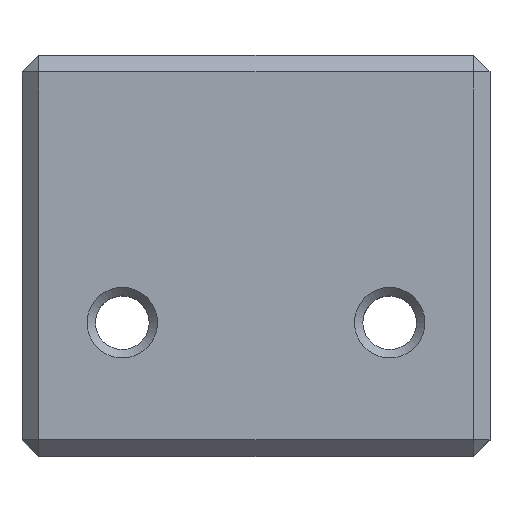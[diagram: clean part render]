
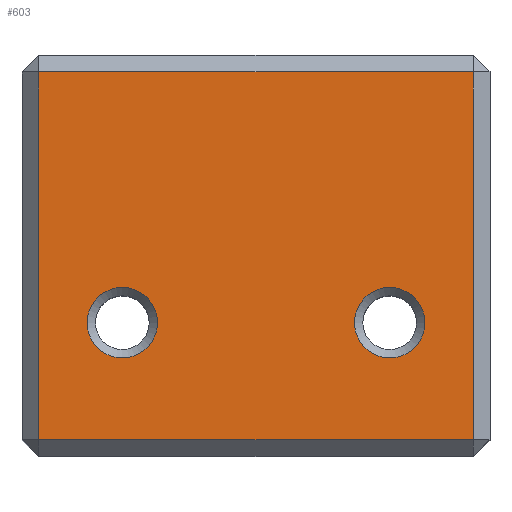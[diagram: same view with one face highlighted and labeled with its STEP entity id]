
A CAD part, top view. The second image highlights one B-rep face of the part: STEP entity #603.
In plain terms, the highlighted planar face has unit normal (0, 0, 1).
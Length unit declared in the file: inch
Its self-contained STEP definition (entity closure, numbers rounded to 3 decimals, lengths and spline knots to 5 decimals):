
#31=LINE('',#1121,#79);
#32=LINE('',#1123,#80);
#33=LINE('',#1125,#81);
#34=LINE('',#1126,#82);
#79=VECTOR('',#768,1.625);
#80=VECTOR('',#769,1.375);
#81=VECTOR('',#770,1.625);
#82=VECTOR('',#771,1.375);
#118=PLANE('',#663);
#168=FACE_BOUND('',#254,.T.);
#169=FACE_BOUND('',#255,.T.);
#190=FACE_OUTER_BOUND('',#253,.T.);
#253=EDGE_LOOP('',(#476,#477,#478,#479));
#254=EDGE_LOOP('',(#480));
#255=EDGE_LOOP('',(#481));
#310=CIRCLE('',#662,0.13175);
#311=CIRCLE('',#664,0.13175);
#346=VERTEX_POINT('',#1116);
#347=VERTEX_POINT('',#1119);
#348=VERTEX_POINT('',#1120);
#349=VERTEX_POINT('',#1122);
#350=VERTEX_POINT('',#1124);
#351=VERTEX_POINT('',#1127);
#394=EDGE_CURVE('',#346,#346,#310,.T.);
#395=EDGE_CURVE('',#347,#348,#31,.T.);
#396=EDGE_CURVE('',#349,#347,#32,.T.);
#397=EDGE_CURVE('',#350,#349,#33,.T.);
#398=EDGE_CURVE('',#348,#350,#34,.T.);
#399=EDGE_CURVE('',#351,#351,#311,.T.);
#476=ORIENTED_EDGE('',*,*,#395,.F.);
#477=ORIENTED_EDGE('',*,*,#396,.F.);
#478=ORIENTED_EDGE('',*,*,#397,.F.);
#479=ORIENTED_EDGE('',*,*,#398,.F.);
#480=ORIENTED_EDGE('',*,*,#399,.F.);
#481=ORIENTED_EDGE('',*,*,#394,.F.);
#603=ADVANCED_FACE('',(#190,#168,#169),#118,.T.);
#662=AXIS2_PLACEMENT_3D('',#1117,#764,#765);
#663=AXIS2_PLACEMENT_3D('',#1118,#766,#767);
#664=AXIS2_PLACEMENT_3D('',#1128,#772,#773);
#764=DIRECTION('center_axis',(0.,0.,1.));
#765=DIRECTION('ref_axis',(-1.,0.,0.));
#766=DIRECTION('center_axis',(0.,0.,1.));
#767=DIRECTION('ref_axis',(-1.,0.,0.));
#768=DIRECTION('',(1.,0.,0.));
#769=DIRECTION('',(0.,1.,0.));
#770=DIRECTION('',(-1.,0.,0.));
#771=DIRECTION('',(0.,-1.,0.));
#772=DIRECTION('center_axis',(0.,0.,1.));
#773=DIRECTION('ref_axis',(-1.,0.,0.));
#1116=CARTESIAN_POINT('',(-0.36825,-1.,0.375));
#1117=CARTESIAN_POINT('Origin',(-0.5,-1.,0.375));
#1118=CARTESIAN_POINT('Origin',(0.875,0.,0.375));
#1119=CARTESIAN_POINT('',(-0.8125,-0.0625,0.375));
#1120=CARTESIAN_POINT('',(0.8125,-0.0625,0.375));
#1121=CARTESIAN_POINT('',(0.4375,-0.0625,0.375));
#1122=CARTESIAN_POINT('',(-0.8125,-1.4375,0.375));
#1123=CARTESIAN_POINT('',(-0.8125,0.,0.375));
#1124=CARTESIAN_POINT('',(0.8125,-1.4375,0.375));
#1125=CARTESIAN_POINT('',(0.4375,-1.4375,0.375));
#1126=CARTESIAN_POINT('',(0.8125,0.,0.375));
#1127=CARTESIAN_POINT('',(0.63175,-1.,0.375));
#1128=CARTESIAN_POINT('Origin',(0.5,-1.,0.375));
